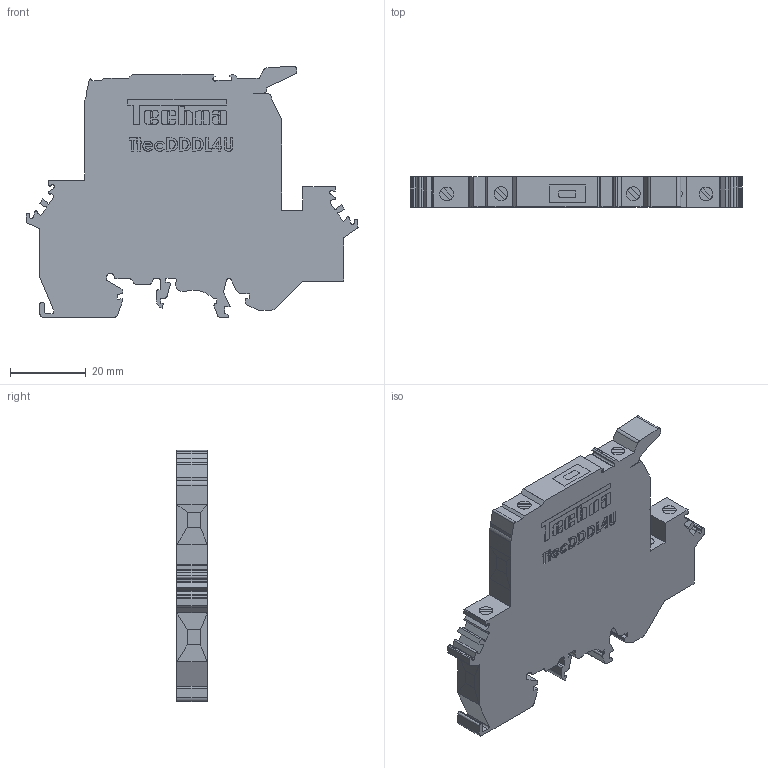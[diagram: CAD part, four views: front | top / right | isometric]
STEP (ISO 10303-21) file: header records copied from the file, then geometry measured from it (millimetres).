
FILE_DESCRIPTION (( 'STEP AP214' ), '1' );
FILE_NAME ('TtecDDDL4U.STEP', '2020-07-23T10:05:27', ( '' ), ( '' ), 'SwSTEP 2.0', 'SolidWorks 2020', '' );
FILE_SCHEMA (( 'AUTOMOTIVE_DESIGN' ));
Length unit declared in the file: millimetre
Products named in the file (1): TtecDDDL4U
Bounding box: 87.6 x 8 x 66.4 mm (x, y, z)
Volume: 30499.2 mm3; surface area: 11135.2 mm2
Topology: 1 solids, 1 shells, 816 faces, 2236 edges, 1475 vertices
Faces by surface type: plane 518, cylinder 226, bspline 72
Entity records: 35776 total; most frequent: CARTESIAN_POINT 9496, ORIENTED_EDGE 4472, DIRECTION 4050, EDGE_CURVE 2236, VECTOR 1624, LINE 1624, VERTEX_POINT 1475, AXIS2_PLACEMENT_3D 1213
